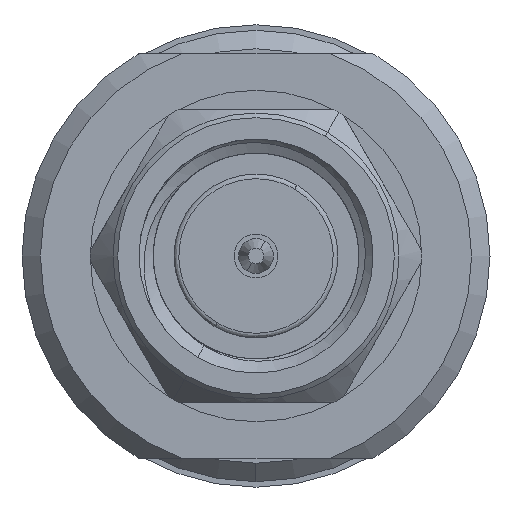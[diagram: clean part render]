
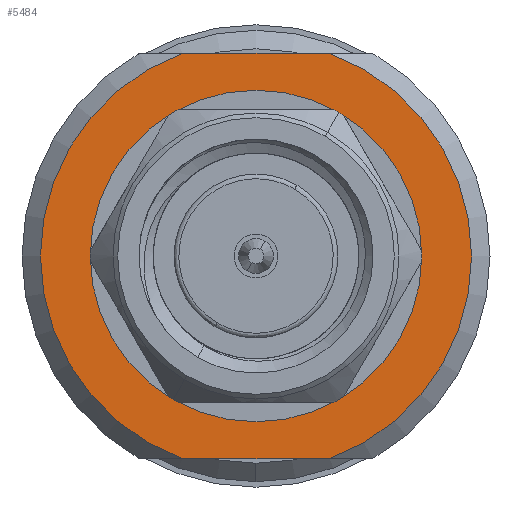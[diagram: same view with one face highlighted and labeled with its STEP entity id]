
A CAD part, left-side view. The second image highlights one B-rep face of the part: STEP entity #5484.
In plain terms, the highlighted planar face has unit normal (-1, 0, 0).
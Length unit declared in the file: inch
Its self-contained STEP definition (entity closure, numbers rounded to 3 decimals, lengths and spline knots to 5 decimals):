
#132 = ORIENTED_EDGE ( 'NONE', *, *, #730, .T. ) ;
#159 = CARTESIAN_POINT ( 'NONE',  ( 0.39764, 0.17717, 0. ) ) ;
#164 = EDGE_LOOP ( 'NONE', ( #132, #1147 ) ) ;
#354 = EDGE_CURVE ( 'NONE', #4413, #6070, #1527, .T. ) ;
#474 = VERTEX_POINT ( 'NONE', #1163 ) ;
#546 = FACE_BOUND ( 'NONE', #164, .T. ) ;
#582 = CARTESIAN_POINT ( 'NONE',  ( 0.39764, 0., 0. ) ) ;
#730 = EDGE_CURVE ( 'NONE', #6722, #474, #2964, .T. ) ;
#952 = DIRECTION ( 'NONE',  ( 0., 0.341, 0.94 ) ) ;
#1076 = LINE ( 'NONE', #3308, #3500 ) ;
#1092 = FACE_OUTER_BOUND ( 'NONE', #5899, .T. ) ;
#1147 = ORIENTED_EDGE ( 'NONE', *, *, #4859, .F. ) ;
#1163 = CARTESIAN_POINT ( 'NONE',  ( 0.39764, -0.17717, 0. ) ) ;
#1527 = LINE ( 'NONE', #3752, #6207 ) ;
#1811 = EDGE_CURVE ( 'NONE', #4670, #2861, #1076, .T. ) ;
#1879 = CIRCLE ( 'NONE', #5950, 0.23031 ) ;
#1975 = CARTESIAN_POINT ( 'NONE',  ( 0.39764, -0.07847, -0.21654 ) ) ;
#2134 = DIRECTION ( 'NONE',  ( 0., -1., 0. ) ) ;
#2135 = CARTESIAN_POINT ( 'NONE',  ( 0.39764, -0.07847, 0.21654 ) ) ;
#2337 = CARTESIAN_POINT ( 'NONE',  ( 0.39764, 0.07847, 0.21654 ) ) ;
#2643 = ORIENTED_EDGE ( 'NONE', *, *, #3349, .T. ) ;
#2696 = CIRCLE ( 'NONE', #7115, 0.17717 ) ;
#2764 = DIRECTION ( 'NONE',  ( 0., 0., 1. ) ) ;
#2791 = ORIENTED_EDGE ( 'NONE', *, *, #354, .F. ) ;
#2861 = VERTEX_POINT ( 'NONE', #2135 ) ;
#2964 = CIRCLE ( 'NONE', #5758, 0.17717 ) ;
#3101 = DIRECTION ( 'NONE',  ( -1., 0., 0. ) ) ;
#3130 = AXIS2_PLACEMENT_3D ( 'NONE', #4848, #4302, #4018 ) ;
#3174 = DIRECTION ( 'NONE',  ( 0., 1., 0. ) ) ;
#3308 = CARTESIAN_POINT ( 'NONE',  ( 0.39764, 0.07847, 0.21654 ) ) ;
#3349 = EDGE_CURVE ( 'NONE', #4413, #2861, #6271, .T. ) ;
#3500 = VECTOR ( 'NONE', #2134, 39.37008 ) ;
#3752 = CARTESIAN_POINT ( 'NONE',  ( 0.39764, -0.07847, -0.21654 ) ) ;
#3819 = DIRECTION ( 'NONE',  ( 0., 1., 0. ) ) ;
#4018 = DIRECTION ( 'NONE',  ( 0., -0.341, -0.94 ) ) ;
#4144 = CARTESIAN_POINT ( 'NONE',  ( 0.39764, 0.07847, -0.21654 ) ) ;
#4160 = EDGE_CURVE ( 'NONE', #4670, #6070, #1879, .T. ) ;
#4250 = CARTESIAN_POINT ( 'NONE',  ( 0.39764, 0., 0. ) ) ;
#4302 = DIRECTION ( 'NONE',  ( -1., 0., 0. ) ) ;
#4413 = VERTEX_POINT ( 'NONE', #1975 ) ;
#4441 = PLANE ( 'NONE',  #6893 ) ;
#4546 = DIRECTION ( 'NONE',  ( -1., 0., 0. ) ) ;
#4670 = VERTEX_POINT ( 'NONE', #2337 ) ;
#4848 = CARTESIAN_POINT ( 'NONE',  ( 0.39764, 0., 0. ) ) ;
#4859 = EDGE_CURVE ( 'NONE', #6722, #474, #2696, .T. ) ;
#4909 = CARTESIAN_POINT ( 'NONE',  ( 0.39764, 0., 0. ) ) ;
#5484 = ADVANCED_FACE ( 'NONE', ( #1092, #546 ), #4441, .T. ) ;
#5758 = AXIS2_PLACEMENT_3D ( 'NONE', #4250, #7128, #5871 ) ;
#5767 = ORIENTED_EDGE ( 'NONE', *, *, #1811, .F. ) ;
#5871 = DIRECTION ( 'NONE',  ( 0., 1., 0. ) ) ;
#5899 = EDGE_LOOP ( 'NONE', ( #2643, #5767, #7176, #2791 ) ) ;
#5950 = AXIS2_PLACEMENT_3D ( 'NONE', #6495, #7148, #952 ) ;
#6070 = VERTEX_POINT ( 'NONE', #4144 ) ;
#6207 = VECTOR ( 'NONE', #3819, 39.37008 ) ;
#6271 = CIRCLE ( 'NONE', #3130, 0.23031 ) ;
#6495 = CARTESIAN_POINT ( 'NONE',  ( 0.39764, 0., 0. ) ) ;
#6722 = VERTEX_POINT ( 'NONE', #159 ) ;
#6893 = AXIS2_PLACEMENT_3D ( 'NONE', #582, #4546, #2764 ) ;
#7115 = AXIS2_PLACEMENT_3D ( 'NONE', #4909, #3101, #3174 ) ;
#7128 = DIRECTION ( 'NONE',  ( 1., 0., 0. ) ) ;
#7148 = DIRECTION ( 'NONE',  ( -1., 0., 0. ) ) ;
#7176 = ORIENTED_EDGE ( 'NONE', *, *, #4160, .T. ) ;
